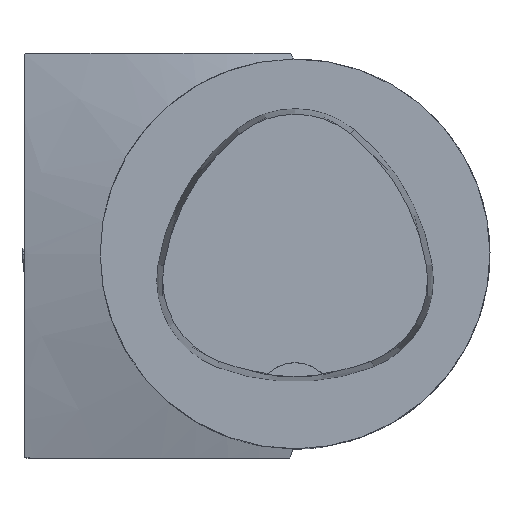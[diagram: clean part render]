
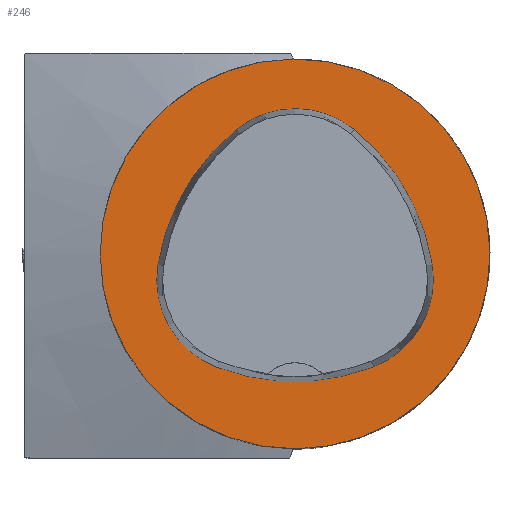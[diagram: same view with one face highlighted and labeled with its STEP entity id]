
A CAD part, top view. The second image highlights one B-rep face of the part: STEP entity #246.
In plain terms, the highlighted planar face has unit normal (0, 0, 1).
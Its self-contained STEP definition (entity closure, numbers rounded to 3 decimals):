
#97=FACE_BOUND('',#496,.T.);
#98=FACE_BOUND('',#497,.T.);
#166=CIRCLE('',#1890,25.);
#168=CIRCLE('',#1897,28.);
#170=CIRCLE('',#1900,12.);
#172=CIRCLE('',#1903,28.);
#174=CIRCLE('',#1906,12.);
#178=CIRCLE('',#1911,28.);
#180=CIRCLE('',#1914,12.);
#246=ADVANCED_FACE('',(#97,#98),#318,.T.);
#318=PLANE('',#1919);
#496=EDGE_LOOP('',(#880,#881,#882,#883,#884,#885));
#497=EDGE_LOOP('',(#886));
#880=ORIENTED_EDGE('',*,*,#1379,.T.);
#881=ORIENTED_EDGE('',*,*,#1359,.T.);
#882=ORIENTED_EDGE('',*,*,#1363,.T.);
#883=ORIENTED_EDGE('',*,*,#1366,.T.);
#884=ORIENTED_EDGE('',*,*,#1369,.T.);
#885=ORIENTED_EDGE('',*,*,#1377,.T.);
#886=ORIENTED_EDGE('',*,*,#1349,.F.);
#1139=VERTEX_POINT('',#3115);
#1148=VERTEX_POINT('',#3135);
#1149=VERTEX_POINT('',#3136);
#1152=VERTEX_POINT('',#3144);
#1154=VERTEX_POINT('',#3150);
#1156=VERTEX_POINT('',#3156);
#1163=VERTEX_POINT('',#3177);
#1349=EDGE_CURVE('',#1139,#1139,#166,.T.);
#1359=EDGE_CURVE('',#1148,#1149,#168,.T.);
#1363=EDGE_CURVE('',#1149,#1152,#170,.T.);
#1366=EDGE_CURVE('',#1152,#1154,#172,.T.);
#1369=EDGE_CURVE('',#1154,#1156,#174,.T.);
#1377=EDGE_CURVE('',#1156,#1163,#178,.T.);
#1379=EDGE_CURVE('',#1163,#1148,#180,.T.);
#1890=AXIS2_PLACEMENT_3D('',#3114,#2243,#2244);
#1897=AXIS2_PLACEMENT_3D('',#3134,#2261,#2262);
#1900=AXIS2_PLACEMENT_3D('',#3143,#2269,#2270);
#1903=AXIS2_PLACEMENT_3D('',#3149,#2276,#2277);
#1906=AXIS2_PLACEMENT_3D('',#3155,#2283,#2284);
#1911=AXIS2_PLACEMENT_3D('',#3178,#2295,#2296);
#1914=AXIS2_PLACEMENT_3D('',#3181,#2301,#2302);
#1919=AXIS2_PLACEMENT_3D('',#3186,#2311,#2312);
#2243=DIRECTION('',(0.,0.,-1.));
#2244=DIRECTION('',(-1.,0.,0.));
#2261=DIRECTION('',(0.,0.,-1.));
#2262=DIRECTION('',(-1.,0.,0.));
#2269=DIRECTION('',(0.,0.,-1.));
#2270=DIRECTION('',(-1.,0.,0.));
#2276=DIRECTION('',(0.,0.,-1.));
#2277=DIRECTION('',(-1.,0.,0.));
#2283=DIRECTION('',(0.,0.,-1.));
#2284=DIRECTION('',(-1.,0.,0.));
#2295=DIRECTION('',(0.,0.,-1.));
#2296=DIRECTION('',(-1.,0.,0.));
#2301=DIRECTION('',(0.,0.,-1.));
#2302=DIRECTION('',(-1.,0.,0.));
#2311=DIRECTION('',(0.,0.,1.));
#2312=DIRECTION('',(1.,0.,0.));
#3114=CARTESIAN_POINT('',(0.,0.,0.));
#3115=CARTESIAN_POINT('',(-25.,0.,0.));
#3134=CARTESIAN_POINT('',(10.068,-5.824,0.));
#3135=CARTESIAN_POINT('',(-17.584,-1.424,0.));
#3136=CARTESIAN_POINT('',(-7.531,15.953,0.));
#3143=CARTESIAN_POINT('',(0.011,6.62,0.));
#3144=CARTESIAN_POINT('',(7.567,15.942,0.));
#3149=CARTESIAN_POINT('',(-10.063,-5.81,0.));
#3150=CARTESIAN_POINT('',(17.59,-1.418,0.));
#3155=CARTESIAN_POINT('',(5.739,-3.3,0.));
#3156=CARTESIAN_POINT('',(10.05,-14.499,0.));
#3177=CARTESIAN_POINT('',(-10.025,-14.516,0.));
#3178=CARTESIAN_POINT('',(-0.01,11.631,0.));
#3181=CARTESIAN_POINT('',(-5.733,-3.31,0.));
#3186=CARTESIAN_POINT('',(0.,0.,0.));
